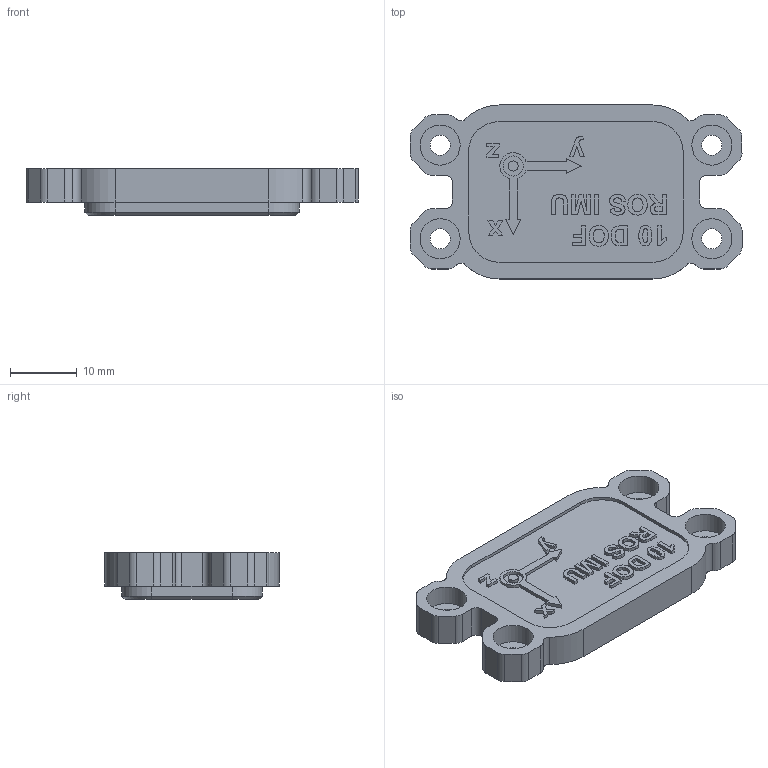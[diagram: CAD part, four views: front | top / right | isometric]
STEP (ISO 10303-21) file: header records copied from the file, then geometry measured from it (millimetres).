
FILE_DESCRIPTION(/* description */ (''),/* implementation_level */ '2;1');
FILE_NAME(/* name */ '10 DOF ROS IMU SHELL.step',/* time_stamp */ '2024-10-25T15:24:56+08:00',/* author */ (''),/* organization */ (''),/* preprocessor_version */ 'ST-DEVELOPER v20',/* originating_system */ 'Autodesk Translation Framework v13.20.0.188',/* authorisation */ '');
FILE_SCHEMA (('AUTOMOTIVE_DESIGN { 1 0 10303 214 3 1 1 }'));
Length unit declared in the file: millimetre
Products named in the file (1): 10 DOF ROS IMU SHELL
Bounding box: 49.6 x 26 x 7 mm (x, y, z)
Volume: 3738.3 mm3; surface area: 4494.7 mm2
Topology: 1 solids, 1 shells, 410 faces, 1090 edges, 724 vertices
Faces by surface type: plane 188, bspline 144, cylinder 74, cone 4
Full cylindrical faces by diameter (mm): 1.44 x4, 1.5 x1, 3 x5, 4 x4, 6 x8
Entity records: 14098 total; most frequent: CARTESIAN_POINT 4673, ORIENTED_EDGE 2180, DIRECTION 1488, EDGE_CURVE 1090, VERTEX_POINT 724, LINE 650, VECTOR 650, EDGE_LOOP 460
